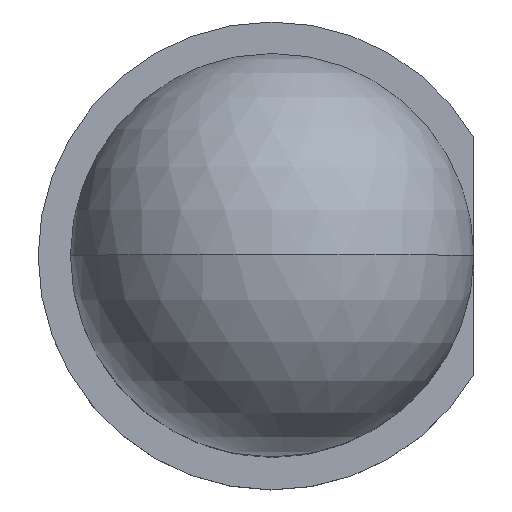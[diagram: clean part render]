
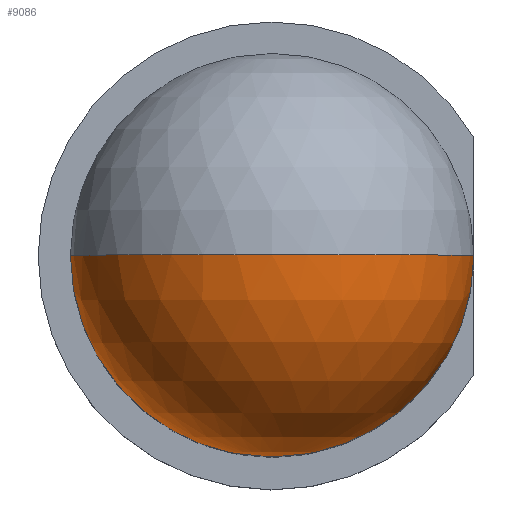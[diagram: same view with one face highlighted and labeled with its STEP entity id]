
A CAD part, top view. The second image highlights one B-rep face of the part: STEP entity #9086.
In plain terms, the highlighted spherical face has radius 2.5 mm.
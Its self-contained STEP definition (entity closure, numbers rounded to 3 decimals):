
#6 = CIRCLE ( 'NONE', #6877, 2.5 ) ;
#683 = DIRECTION ( 'NONE',  ( -1., 0., 0. ) ) ;
#1115 = CARTESIAN_POINT ( 'NONE',  ( 2.5, 0., 6.2 ) ) ;
#1129 = VERTEX_POINT ( 'NONE', #1115 ) ;
#1485 = CARTESIAN_POINT ( 'NONE',  ( -2.5, 0., 6.2 ) ) ;
#2082 = DIRECTION ( 'NONE',  ( 0., 1., 0. ) ) ;
#2293 = FACE_OUTER_BOUND ( 'NONE', #5079, .T. ) ;
#2600 = EDGE_CURVE ( 'NONE', #1129, #8885, #6087, .T. ) ;
#2786 = AXIS2_PLACEMENT_3D ( 'NONE', #5239, #10160, #11923 ) ;
#3041 = AXIS2_PLACEMENT_3D ( 'NONE', #7971, #2082, #3136 ) ;
#3136 = DIRECTION ( 'NONE',  ( 1., 0., 0. ) ) ;
#4108 = ORIENTED_EDGE ( 'NONE', *, *, #11204, .F. ) ;
#4500 = DIRECTION ( 'NONE',  ( -1., 0., 0. ) ) ;
#4720 = VERTEX_POINT ( 'NONE', #12088 ) ;
#4763 = CIRCLE ( 'NONE', #2786, 2.5 ) ;
#5079 = EDGE_LOOP ( 'NONE', ( #4108, #5933, #8826 ) ) ;
#5239 = CARTESIAN_POINT ( 'NONE',  ( 0., 0., 6.2 ) ) ;
#5933 = ORIENTED_EDGE ( 'NONE', *, *, #2600, .F. ) ;
#6087 = CIRCLE ( 'NONE', #10875, 2.5 ) ;
#6251 = DIRECTION ( 'NONE',  ( 0., 0., -1. ) ) ;
#6877 = AXIS2_PLACEMENT_3D ( 'NONE', #10049, #11932, #683 ) ;
#7503 = EDGE_CURVE ( 'NONE', #1129, #4720, #4763, .T. ) ;
#7887 = CARTESIAN_POINT ( 'NONE',  ( 0., 0., 6.2 ) ) ;
#7971 = CARTESIAN_POINT ( 'NONE',  ( 0., 0., 6.2 ) ) ;
#8826 = ORIENTED_EDGE ( 'NONE', *, *, #7503, .T. ) ;
#8885 = VERTEX_POINT ( 'NONE', #1485 ) ;
#9086 = ADVANCED_FACE ( 'NONE', ( #2293 ), #11672, .T. ) ;
#10049 = CARTESIAN_POINT ( 'NONE',  ( 0., 0., 6.2 ) ) ;
#10160 = DIRECTION ( 'NONE',  ( 0., -1., 0. ) ) ;
#10875 = AXIS2_PLACEMENT_3D ( 'NONE', #7887, #6251, #4500 ) ;
#11204 = EDGE_CURVE ( 'NONE', #8885, #4720, #6, .T. ) ;
#11672 = SPHERICAL_SURFACE ( 'NONE', #3041, 2.5 ) ;
#11923 = DIRECTION ( 'NONE',  ( 0., 0., -1. ) ) ;
#11932 = DIRECTION ( 'NONE',  ( 0., 1., 0. ) ) ;
#12088 = CARTESIAN_POINT ( 'NONE',  ( 0., 0., 8.7 ) ) ;
